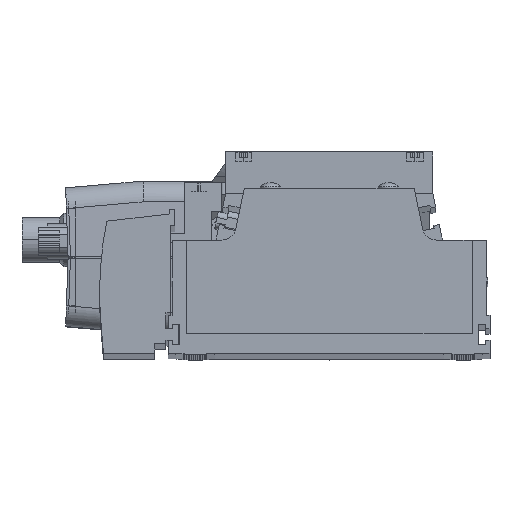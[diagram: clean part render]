
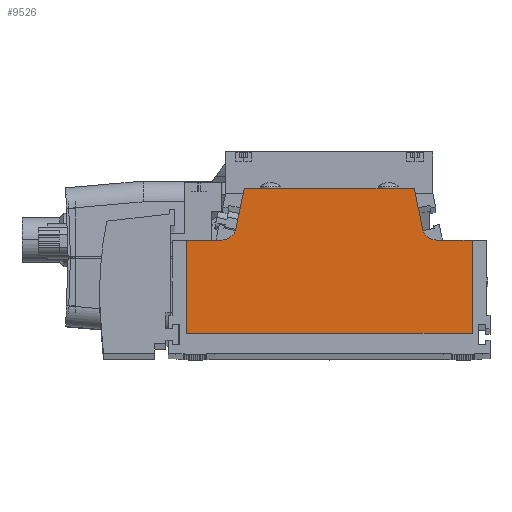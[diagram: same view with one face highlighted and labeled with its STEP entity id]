
A CAD part, top view. The second image highlights one B-rep face of the part: STEP entity #9526.
In plain terms, the highlighted planar face has unit normal (0, 0, 1).
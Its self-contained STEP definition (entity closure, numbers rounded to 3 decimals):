
#38 = CARTESIAN_POINT ( 'NONE',  ( -40., 3., 972.5 ) ) ;
#285 = EDGE_CURVE ( 'NONE', #31756, #3908, #896, .T. ) ;
#475 = AXIS2_PLACEMENT_3D ( 'NONE', #26570, #22263, #7753 ) ;
#875 = CARTESIAN_POINT ( 'NONE',  ( 26.133, 6.184, 972.5 ) ) ;
#896 = LINE ( 'NONE', #24695, #29362 ) ;
#986 = ORIENTED_EDGE ( 'NONE', *, *, #5174, .T. ) ;
#2057 = CARTESIAN_POINT ( 'NONE',  ( 23.784, 17.45, 972.5 ) ) ;
#2966 = CARTESIAN_POINT ( 'NONE',  ( 23.784, 17.45, 972.5 ) ) ;
#3337 = ORIENTED_EDGE ( 'NONE', *, *, #20879, .T. ) ;
#3908 = VERTEX_POINT ( 'NONE', #16642 ) ;
#3972 = CIRCLE ( 'NONE', #24674, 4. ) ;
#4905 = VERTEX_POINT ( 'NONE', #28665 ) ;
#5174 = EDGE_CURVE ( 'NONE', #26227, #12297, #36347, .T. ) ;
#6072 = DIRECTION ( 'NONE',  ( -1., 0., 0. ) ) ;
#6150 = FACE_OUTER_BOUND ( 'NONE', #13675, .T. ) ;
#6765 = VECTOR ( 'NONE', #27219, 1000. ) ;
#6998 = EDGE_CURVE ( 'NONE', #31756, #4905, #3972, .T. ) ;
#7049 = ORIENTED_EDGE ( 'NONE', *, *, #33257, .F. ) ;
#7323 = DIRECTION ( 'NONE',  ( 0.204, 0.979, 0. ) ) ;
#7357 = LINE ( 'NONE', #13466, #31377 ) ;
#7753 = DIRECTION ( 'NONE',  ( -1., 0., 0. ) ) ;
#8350 = VECTOR ( 'NONE', #19830, 1000. ) ;
#8588 = CARTESIAN_POINT ( 'NONE',  ( -40., -23.13, 972.5 ) ) ;
#8768 = DIRECTION ( 'NONE',  ( 0., 0., -1. ) ) ;
#8977 = EDGE_CURVE ( 'NONE', #3908, #32476, #31428, .T. ) ;
#9526 = ADVANCED_FACE ( 'NONE', ( #6150 ), #17796, .F. ) ;
#9530 = LINE ( 'NONE', #35263, #33648 ) ;
#9775 = EDGE_CURVE ( 'NONE', #28276, #17440, #23483, .T. ) ;
#10541 = DIRECTION ( 'NONE',  ( 0., -1., 0. ) ) ;
#10554 = CARTESIAN_POINT ( 'NONE',  ( 40., -23.13, 972.5 ) ) ;
#10587 = ORIENTED_EDGE ( 'NONE', *, *, #30153, .T. ) ;
#12297 = VERTEX_POINT ( 'NONE', #875 ) ;
#13466 = CARTESIAN_POINT ( 'NONE',  ( -40., 3., 972.5 ) ) ;
#13640 = EDGE_CURVE ( 'NONE', #4905, #15775, #7357, .T. ) ;
#13675 = EDGE_LOOP ( 'NONE', ( #23309, #10587, #986, #7049, #14247, #15328, #31325, #31794, #3337, #31885 ) ) ;
#14247 = ORIENTED_EDGE ( 'NONE', *, *, #8977, .F. ) ;
#14340 = DIRECTION ( 'NONE',  ( -1., 0., 0. ) ) ;
#15328 = ORIENTED_EDGE ( 'NONE', *, *, #285, .F. ) ;
#15775 = VERTEX_POINT ( 'NONE', #38 ) ;
#15888 = VECTOR ( 'NONE', #10541, 1000. ) ;
#16082 = LINE ( 'NONE', #25409, #15888 ) ;
#16326 = VECTOR ( 'NONE', #14340, 1000. ) ;
#16642 = CARTESIAN_POINT ( 'NONE',  ( -23.784, 17.45, 972.5 ) ) ;
#16828 = EDGE_CURVE ( 'NONE', #25027, #28276, #16082, .T. ) ;
#17117 = CARTESIAN_POINT ( 'NONE',  ( -26.133, 6.184, 972.5 ) ) ;
#17440 = VERTEX_POINT ( 'NONE', #29541 ) ;
#17796 = PLANE ( 'NONE',  #475 ) ;
#19830 = DIRECTION ( 'NONE',  ( 1., 0., 0. ) ) ;
#19929 = AXIS2_PLACEMENT_3D ( 'NONE', #28262, #33400, #30734 ) ;
#20879 = EDGE_CURVE ( 'NONE', #15775, #17440, #32757, .T. ) ;
#22263 = DIRECTION ( 'NONE',  ( 0., 0., -1. ) ) ;
#23309 = ORIENTED_EDGE ( 'NONE', *, *, #16828, .F. ) ;
#23483 = LINE ( 'NONE', #8588, #16326 ) ;
#23898 = CARTESIAN_POINT ( 'NONE',  ( 40., 3., 972.5 ) ) ;
#24674 = AXIS2_PLACEMENT_3D ( 'NONE', #34890, #8768, #6072 ) ;
#24695 = CARTESIAN_POINT ( 'NONE',  ( -26.797, 3., 972.5 ) ) ;
#25027 = VERTEX_POINT ( 'NONE', #23898 ) ;
#25409 = CARTESIAN_POINT ( 'NONE',  ( 40., 84.488, 972.5 ) ) ;
#25661 = LINE ( 'NONE', #2057, #35898 ) ;
#26084 = CARTESIAN_POINT ( 'NONE',  ( -23.784, 17.45, 972.5 ) ) ;
#26227 = VERTEX_POINT ( 'NONE', #36287 ) ;
#26518 = DIRECTION ( 'NONE',  ( -1., 0., 0. ) ) ;
#26570 = CARTESIAN_POINT ( 'NONE',  ( -40., 84.488, 972.5 ) ) ;
#27219 = DIRECTION ( 'NONE',  ( 0., -1., 0. ) ) ;
#28262 = CARTESIAN_POINT ( 'NONE',  ( 30.049, 7., 972.5 ) ) ;
#28276 = VERTEX_POINT ( 'NONE', #10554 ) ;
#28665 = CARTESIAN_POINT ( 'NONE',  ( -30.049, 3., 972.5 ) ) ;
#29362 = VECTOR ( 'NONE', #7323, 1000. ) ;
#29541 = CARTESIAN_POINT ( 'NONE',  ( -40., -23.13, 972.5 ) ) ;
#30153 = EDGE_CURVE ( 'NONE', #25027, #26227, #9530, .T. ) ;
#30734 = DIRECTION ( 'NONE',  ( -1., 0., 0. ) ) ;
#31325 = ORIENTED_EDGE ( 'NONE', *, *, #6998, .T. ) ;
#31377 = VECTOR ( 'NONE', #36172, 1000. ) ;
#31428 = LINE ( 'NONE', #26084, #8350 ) ;
#31756 = VERTEX_POINT ( 'NONE', #17117 ) ;
#31794 = ORIENTED_EDGE ( 'NONE', *, *, #13640, .T. ) ;
#31885 = ORIENTED_EDGE ( 'NONE', *, *, #9775, .F. ) ;
#32476 = VERTEX_POINT ( 'NONE', #2966 ) ;
#32757 = LINE ( 'NONE', #32934, #6765 ) ;
#32934 = CARTESIAN_POINT ( 'NONE',  ( -40., 84.488, 972.5 ) ) ;
#33257 = EDGE_CURVE ( 'NONE', #32476, #12297, #25661, .T. ) ;
#33400 = DIRECTION ( 'NONE',  ( 0., 0., -1. ) ) ;
#33648 = VECTOR ( 'NONE', #26518, 1000. ) ;
#34890 = CARTESIAN_POINT ( 'NONE',  ( -30.049, 7., 972.5 ) ) ;
#35263 = CARTESIAN_POINT ( 'NONE',  ( -40., 3., 972.5 ) ) ;
#35898 = VECTOR ( 'NONE', #37294, 1000. ) ;
#36172 = DIRECTION ( 'NONE',  ( -1., 0., 0. ) ) ;
#36287 = CARTESIAN_POINT ( 'NONE',  ( 30.049, 3., 972.5 ) ) ;
#36347 = CIRCLE ( 'NONE', #19929, 4. ) ;
#37294 = DIRECTION ( 'NONE',  ( 0.204, -0.979, 0. ) ) ;
